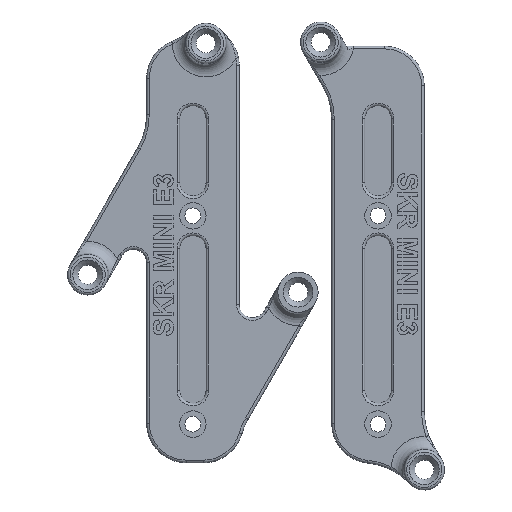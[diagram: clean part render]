
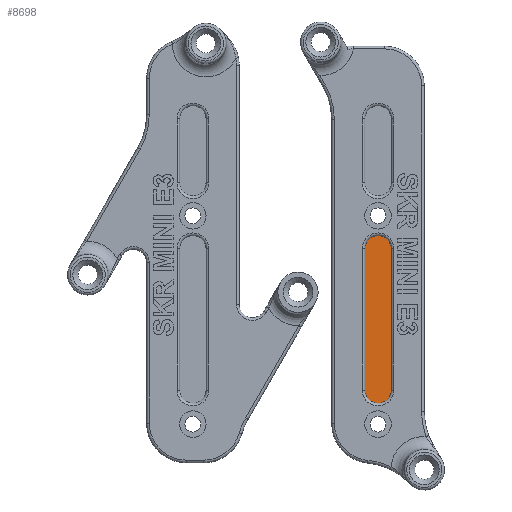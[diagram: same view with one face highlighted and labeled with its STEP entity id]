
A CAD part, top view. The second image highlights one B-rep face of the part: STEP entity #8698.
In plain terms, the highlighted planar face has unit normal (0, 0, 1).
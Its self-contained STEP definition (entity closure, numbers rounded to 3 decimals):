
#331=CIRCLE('',#9226,2.);
#345=CIRCLE('',#9257,2.);
#602=PLANE('',#9256);
#1089=FACE_OUTER_BOUND('',#1624,.T.);
#1624=EDGE_LOOP('',(#8021,#8022,#8023,#8024));
#2377=LINE('',#16349,#3133);
#2388=LINE('',#16632,#3144);
#3133=VECTOR('',#11013,10.);
#3144=VECTOR('',#11088,10.);
#4249=VERTEX_POINT('',#16346);
#4250=VERTEX_POINT('',#16348);
#4251=VERTEX_POINT('',#16352);
#4260=VERTEX_POINT('',#16631);
#5487=EDGE_CURVE('',#4249,#4250,#2377,.T.);
#5490=EDGE_CURVE('',#4249,#4251,#331,.T.);
#5522=EDGE_CURVE('',#4260,#4251,#2388,.T.);
#5523=EDGE_CURVE('',#4260,#4250,#345,.T.);
#8021=ORIENTED_EDGE('',*,*,#5490,.T.);
#8022=ORIENTED_EDGE('',*,*,#5522,.F.);
#8023=ORIENTED_EDGE('',*,*,#5523,.T.);
#8024=ORIENTED_EDGE('',*,*,#5487,.F.);
#8698=ADVANCED_FACE('',(#1089),#602,.T.);
#9226=AXIS2_PLACEMENT_3D('',#16354,#11018,#11019);
#9256=AXIS2_PLACEMENT_3D('',#16630,#11086,#11087);
#9257=AXIS2_PLACEMENT_3D('',#16633,#11089,#11090);
#11013=DIRECTION('',(0.,1.,0.));
#11018=DIRECTION('center_axis',(0.,0.,1.));
#11019=DIRECTION('ref_axis',(-0.707,-0.707,0.));
#11086=DIRECTION('center_axis',(0.,0.,1.));
#11087=DIRECTION('ref_axis',(1.,0.,0.));
#11088=DIRECTION('',(0.,-1.,0.));
#11089=DIRECTION('center_axis',(0.,0.,1.));
#11090=DIRECTION('ref_axis',(0.707,0.707,0.));
#16346=CARTESIAN_POINT('',(97.602,17.736,1.));
#16348=CARTESIAN_POINT('',(97.602,39.086,1.));
#16349=CARTESIAN_POINT('',(97.602,22.073,1.));
#16352=CARTESIAN_POINT('',(101.602,17.736,1.));
#16354=CARTESIAN_POINT('Origin',(99.602,17.736,1.));
#16630=CARTESIAN_POINT('Origin',(99.602,28.411,1.));
#16631=CARTESIAN_POINT('',(101.602,39.086,1.));
#16632=CARTESIAN_POINT('',(101.602,34.748,1.));
#16633=CARTESIAN_POINT('Origin',(99.602,39.086,1.));
